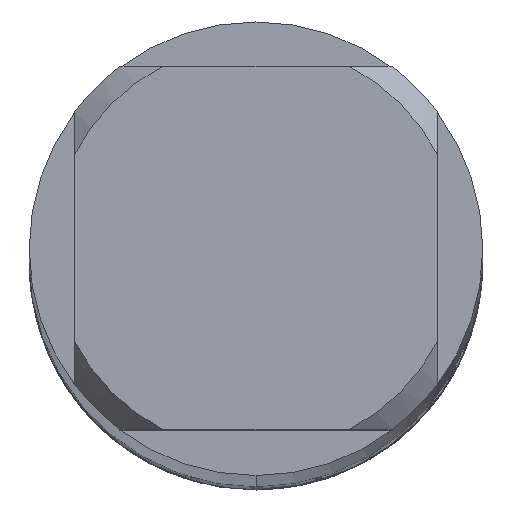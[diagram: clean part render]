
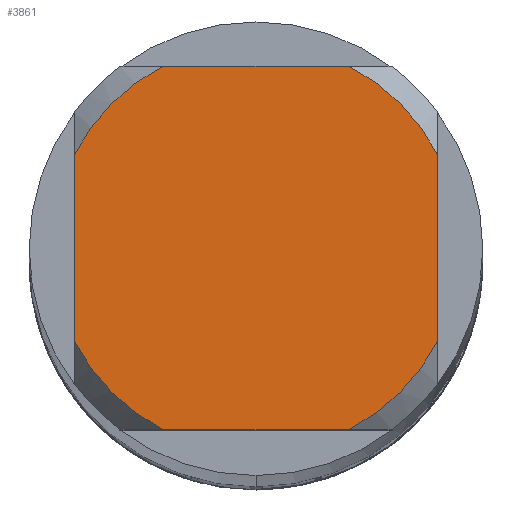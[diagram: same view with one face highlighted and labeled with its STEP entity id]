
A CAD part, top view. The second image highlights one B-rep face of the part: STEP entity #3861.
In plain terms, the highlighted planar face has unit normal (0, 0, 1).
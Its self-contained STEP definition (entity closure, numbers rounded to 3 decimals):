
#1861=EDGE_CURVE('',#1975,#2849,#4712,.T.);
#1975=VERTEX_POINT('',#4838);
#2091=EDGE_CURVE('',#3893,#3567,#4964,.T.);
#2097=VERTEX_POINT('',#4970);
#2249=EDGE_CURVE('',#3893,#2281,#5135,.T.);
#2281=VERTEX_POINT('',#5168);
#2563=EDGE_CURVE('',#2097,#3775,#5477,.T.);
#2741=VERTEX_POINT('',#5673);
#2849=VERTEX_POINT('',#5790);
#3307=EDGE_CURVE('',#1975,#3775,#6290,.T.);
#3403=EDGE_CURVE('',#2097,#3567,#6393,.T.);
#3567=VERTEX_POINT('',#6576);
#3767=EDGE_CURVE('',#2741,#2849,#6785,.T.);
#3775=VERTEX_POINT('',#6793);
#3861=ADVANCED_FACE('',(#6889),#6890,.T.);
#3893=VERTEX_POINT('',#6925);
#3999=EDGE_CURVE('',#2741,#2281,#7040,.T.);
#4712=LINE('',#8625,#8626);
#4838=CARTESIAN_POINT('',(2.062,4.0,0.0));
#4964=LINE('',#9143,#9144);
#4970=CARTESIAN_POINT('',(4.0,-2.062,0.0));
#5135=CIRCLE('',#9492,4.5);
#5168=CARTESIAN_POINT('',(-4.0,-2.062,0.0));
#5477=LINE('',#11170,#11171);
#5673=CARTESIAN_POINT('',(-4.0,2.062,0.0));
#5790=CARTESIAN_POINT('',(-2.062,4.0,0.0));
#6290=CIRCLE('',#13638,4.5);
#6393=CIRCLE('',#13848,4.5);
#6576=CARTESIAN_POINT('',(2.062,-4.0,0.0));
#6785=CIRCLE('',#14720,4.5);
#6793=CARTESIAN_POINT('',(4.0,2.062,0.0));
#6889=FACE_OUTER_BOUND('',#14916,.T.);
#6890=PLANE('',#14917);
#6925=CARTESIAN_POINT('',(-2.062,-4.0,0.0));
#7040=LINE('',#15290,#15291);
#8625=CARTESIAN_POINT('',(0.0,4.0,0.0));
#8626=VECTOR('',#16424,1.0);
#9143=CARTESIAN_POINT('',(0.0,-4.0,0.0));
#9144=VECTOR('',#16688,1.0);
#9492=AXIS2_PLACEMENT_3D('',#16841,#16842,#16843);
#11170=CARTESIAN_POINT('',(4.0,1.125,0.0));
#11171=VECTOR('',#17355,1.0);
#13638=AXIS2_PLACEMENT_3D('',#18293,#18294,#18295);
#13848=AXIS2_PLACEMENT_3D('',#18385,#18386,#18387);
#14720=AXIS2_PLACEMENT_3D('',#18726,#18727,#18728);
#14916=EDGE_LOOP('',(#18861,#18862,#18863,#18864,#18865,#18866,#18867,#18868));
#14917=AXIS2_PLACEMENT_3D('',#18869,#18870,#18871);
#15290=CARTESIAN_POINT('',(-4.0,1.125,0.0));
#15291=VECTOR('',#19020,1.0);
#16424=DIRECTION('',(-1.0,0.0,0.0));
#16688=DIRECTION('',(1.0,0.0,0.0));
#16841=CARTESIAN_POINT('',(0.0,0.0,0.0));
#16842=DIRECTION('',(0.0,0.0,-1.0));
#16843=DIRECTION('',(0.0,1.0,0.0));
#17355=DIRECTION('',(-0.0,1.0,0.0));
#18293=CARTESIAN_POINT('',(0.0,0.0,0.0));
#18294=DIRECTION('',(0.0,0.0,-1.0));
#18295=DIRECTION('',(0.0,1.0,0.0));
#18385=CARTESIAN_POINT('',(0.0,0.0,0.0));
#18386=DIRECTION('',(0.0,0.0,-1.0));
#18387=DIRECTION('',(0.0,1.0,0.0));
#18726=CARTESIAN_POINT('',(0.0,0.0,0.0));
#18727=DIRECTION('',(0.0,0.0,-1.0));
#18728=DIRECTION('',(0.0,1.0,0.0));
#18861=ORIENTED_EDGE('',*,*,#3999,.T.);
#18862=ORIENTED_EDGE('',*,*,#2249,.F.);
#18863=ORIENTED_EDGE('',*,*,#2091,.T.);
#18864=ORIENTED_EDGE('',*,*,#3403,.F.);
#18865=ORIENTED_EDGE('',*,*,#2563,.T.);
#18866=ORIENTED_EDGE('',*,*,#3307,.F.);
#18867=ORIENTED_EDGE('',*,*,#1861,.T.);
#18868=ORIENTED_EDGE('',*,*,#3767,.F.);
#18869=CARTESIAN_POINT('',(0.0,2.25,0.0));
#18870=DIRECTION('',(-0.0,0.0,1.0));
#18871=DIRECTION('',(0.0,-1.0,0.0));
#19020=DIRECTION('',(-0.0,-1.0,0.0));
